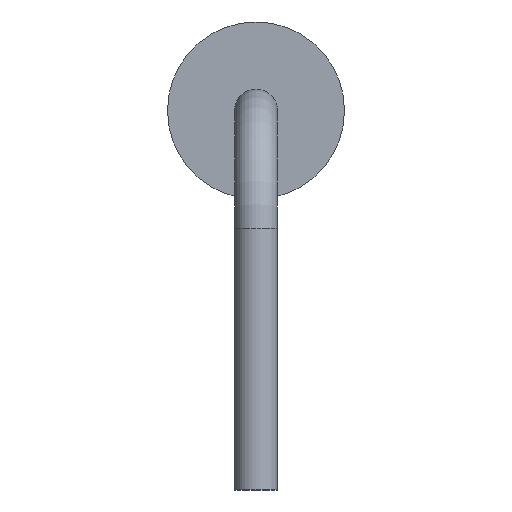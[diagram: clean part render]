
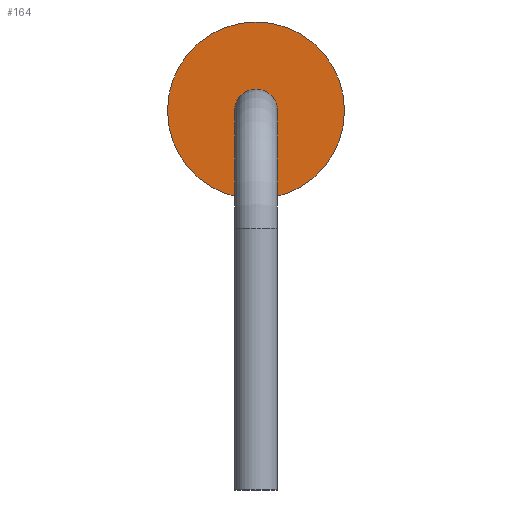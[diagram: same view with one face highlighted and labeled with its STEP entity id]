
A CAD part, left-side view. The second image highlights one B-rep face of the part: STEP entity #164.
In plain terms, the highlighted planar face has unit normal (-1, 0, 0).
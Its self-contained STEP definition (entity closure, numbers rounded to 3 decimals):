
#23=PLANE('',#203);
#30=FACE_OUTER_BOUND('',#43,.T.);
#43=EDGE_LOOP('',(#123,#124));
#66=CIRCLE('',#200,0.825);
#67=CIRCLE('',#201,0.825);
#82=VERTEX_POINT('',#297);
#83=VERTEX_POINT('',#299);
#97=EDGE_CURVE('',#82,#83,#66,.T.);
#98=EDGE_CURVE('',#83,#82,#67,.T.);
#123=ORIENTED_EDGE('',*,*,#98,.F.);
#124=ORIENTED_EDGE('',*,*,#97,.F.);
#164=ADVANCED_FACE('',(#30),#23,.T.);
#200=AXIS2_PLACEMENT_3D('',#300,#235,#236);
#201=AXIS2_PLACEMENT_3D('',#301,#237,#238);
#203=AXIS2_PLACEMENT_3D('',#303,#241,#242);
#235=DIRECTION('center_axis',(1.,0.,0.));
#236=DIRECTION('ref_axis',(0.,0.,-1.));
#237=DIRECTION('center_axis',(1.,0.,0.));
#238=DIRECTION('ref_axis',(0.,0.,-1.));
#241=DIRECTION('center_axis',(-1.,0.,0.));
#242=DIRECTION('ref_axis',(0.,0.,1.));
#297=CARTESIAN_POINT('',(2.16,0.,0.));
#299=CARTESIAN_POINT('',(2.16,0.,1.65));
#300=CARTESIAN_POINT('Origin',(2.16,0.,0.825));
#301=CARTESIAN_POINT('Origin',(2.16,0.,0.825));
#303=CARTESIAN_POINT('Origin',(2.16,0.,1.65));
